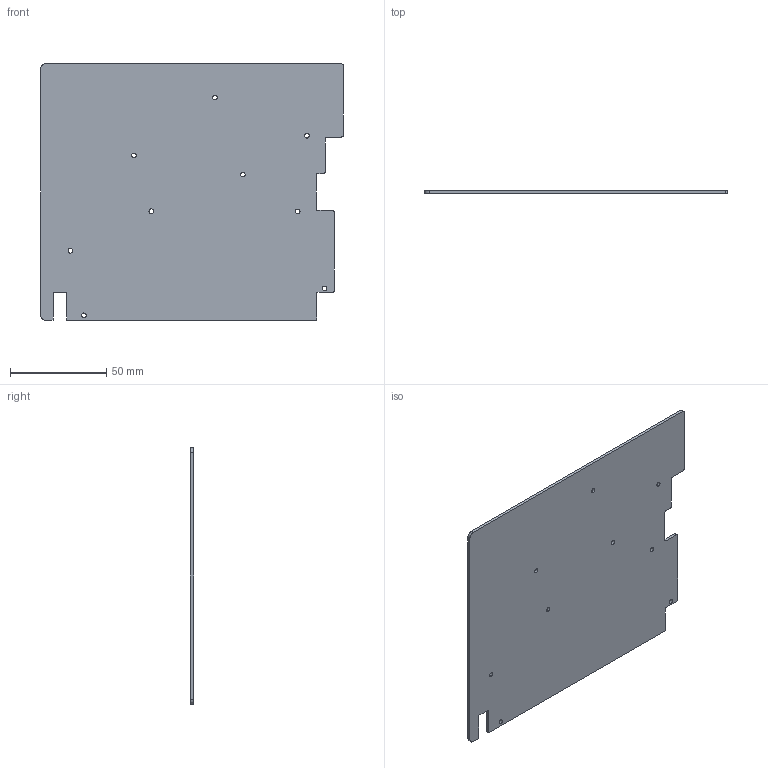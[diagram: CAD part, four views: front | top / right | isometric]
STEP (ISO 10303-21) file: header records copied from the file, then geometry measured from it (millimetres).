
FILE_DESCRIPTION (( 'STEP AP214' ), '1' );
FILE_NAME ('NB-102-0108_snap_left_pcb_bottom.STEP', '2022-02-08T07:04:55', ( '' ), ( '' ), 'SwSTEP 2.0', 'SolidWorks 2020', '' );
FILE_SCHEMA (( 'AUTOMOTIVE_DESIGN' ));
Length unit declared in the file: millimetre
Products named in the file (1): NB-102-0108_snap_left_pcb_bottom
Bounding box: 157.25 x 1.6 x 133 mm (x, y, z)
Volume: 31864.4 mm3; surface area: 40935.7 mm2
Topology: 1 solids, 1 shells, 46 faces, 132 edges, 88 vertices
Faces by surface type: cylinder 28, plane 18
Entity records: 1602 total; most frequent: DIRECTION 282, CARTESIAN_POINT 267, ORIENTED_EDGE 264, EDGE_CURVE 132, AXIS2_PLACEMENT_3D 103, VERTEX_POINT 88, VECTOR 76, LINE 76
